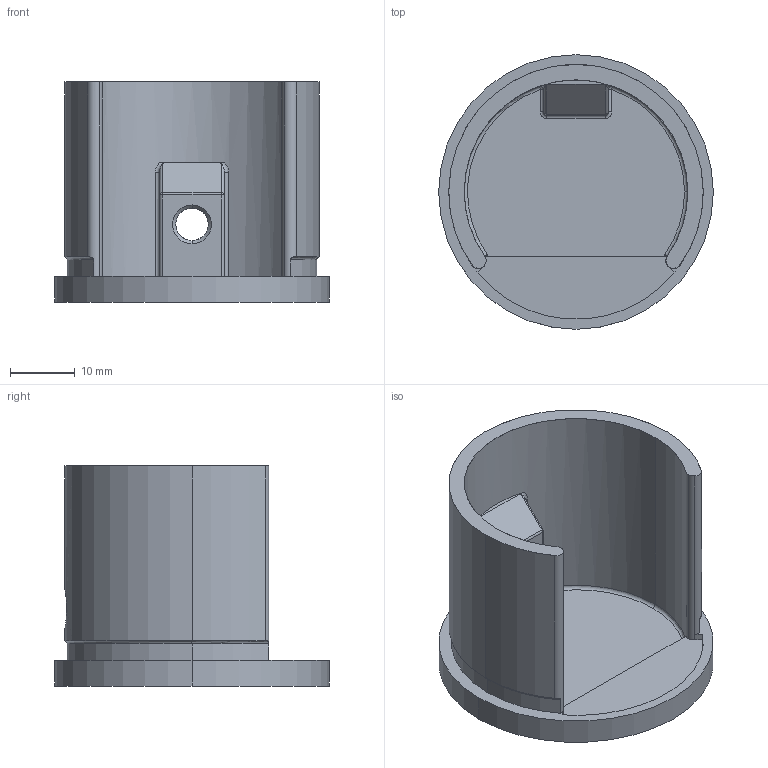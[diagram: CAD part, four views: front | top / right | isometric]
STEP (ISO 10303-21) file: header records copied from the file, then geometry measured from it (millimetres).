
FILE_DESCRIPTION (( 'STEP AP203' ), '1' );
FILE_NAME ('A_6732-042.STEP', '2018-12-18T13:26:02', ( '' ), ( '' ), 'SwSTEP 2.0', 'SolidWorks 2018', '' );
FILE_SCHEMA (( 'CONFIG_CONTROL_DESIGN' ));
Length unit declared in the file: millimetre
Products named in the file (1): A_6732-042
Bounding box: 42.4 x 42.4 x 34 mm (x, y, z)
Volume: 10423.8 mm3; surface area: 8840.5 mm2
Topology: 1 solids, 1 shells, 73 faces, 177 edges, 103 vertices
Faces by surface type: cylinder 29, cone 13, plane 13, torus 10, bspline 4, sphere 4
Entity records: 3429 total; most frequent: CARTESIAN_POINT 1672, DIRECTION 375, ORIENTED_EDGE 342, EDGE_CURVE 171, AXIS2_PLACEMENT_3D 155, VERTEX_POINT 101, CIRCLE 85, EDGE_LOOP 76
